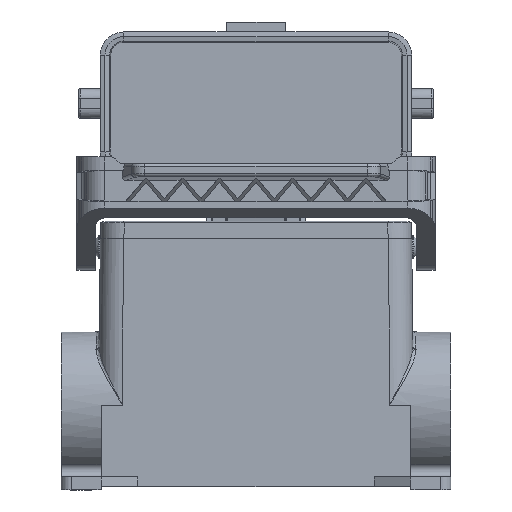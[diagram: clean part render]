
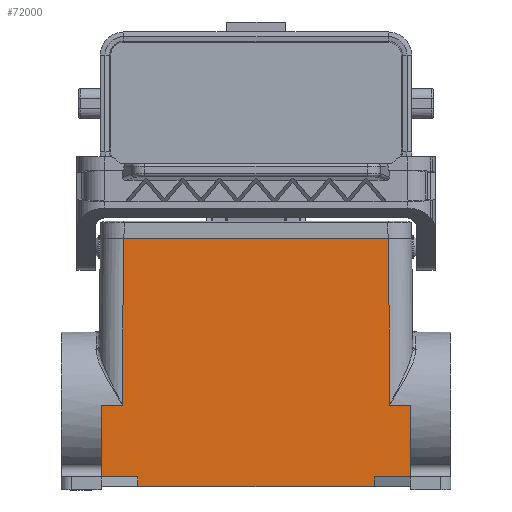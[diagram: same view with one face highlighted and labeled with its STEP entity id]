
A CAD part, front view. The second image highlights one B-rep face of the part: STEP entity #72000.
In plain terms, the highlighted face is planar.
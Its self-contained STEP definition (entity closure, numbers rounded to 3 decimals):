
#730=CARTESIAN_POINT('',(33.384,62.14,
24.691));
#740=VERTEX_POINT('',#730);
#3660=CARTESIAN_POINT('',(33.169,62.355,
0.061));
#3670=DIRECTION('',(0.009,-0.009,
1.));
#3680=VECTOR('',#3670,1.);
#3690=LINE('',#3660,#3680);
#3700=CARTESIAN_POINT('',(33.382,62.141,24.5));
#3710=VERTEX_POINT('',#3700);
#3720=EDGE_CURVE('',#3710,#740,#3690,.T.);
#22420=CARTESIAN_POINT('',(33.818,61.705,74.5));
#22430=VERTEX_POINT('',#22420);
#22480=EDGE_CURVE('',#740,#22430,#3690,.T.);
#27220=CARTESIAN_POINT('',(38.067,62.355,0.));
#27230=DIRECTION('',(-0.015,0.009,
-1.));
#27240=VECTOR('',#27230,1.);
#27250=LINE('',#27220,#27240);
#27260=CARTESIAN_POINT('',(38.112,62.329,3.));
#27270=VERTEX_POINT('',#27260);
#27280=CARTESIAN_POINT('',(38.067,62.355,
0.));
#27290=VERTEX_POINT('',#27280);
#27300=EDGE_CURVE('',#27270,#27290,#27250,.T.);
#33770=CARTESIAN_POINT('',(0.,62.141,24.5));
#33780=DIRECTION('',(-1.,-0.,0.));
#33790=VECTOR('',#33780,1.);
#33800=LINE('',#33770,#33790);
#33810=CARTESIAN_POINT('',(27.069,62.141,24.5));
#33820=VERTEX_POINT('',#33810);
#33830=EDGE_CURVE('',#3710,#33820,#33800,.T.);
#34180=CARTESIAN_POINT('',(0.,62.329,3.));
#34190=DIRECTION('',(1.,0.,0.));
#34200=VECTOR('',#34190,1.);
#34210=LINE('',#34180,#34200);
#34220=CARTESIAN_POINT('',(27.069,62.329,3.));
#34230=VERTEX_POINT('',#34220);
#34240=EDGE_CURVE('',#34230,#27270,#34210,.T.);
#37280=CARTESIAN_POINT('',(27.069,62.355,0.));
#37290=DIRECTION('',(-0.,0.009,-1.));
#37300=VECTOR('',#37290,1.);
#37310=LINE('',#37280,#37300);
#37320=EDGE_CURVE('',#33820,#34230,#37310,.T.);
#70980=CARTESIAN_POINT('',(113.755,62.141,24.5));
#70990=VERTEX_POINT('',#70980);
#71180=CARTESIAN_POINT('',(113.754,62.14,
24.691));
#71190=VERTEX_POINT('',#71180);
#71220=CARTESIAN_POINT('',(113.968,62.355,
0.061));
#71230=DIRECTION('',(-0.009,-0.009,
1.));
#71240=VECTOR('',#71230,1.);
#71250=LINE('',#71220,#71240);
#71260=EDGE_CURVE('',#70990,#71190,#71250,.T.);
#71380=CARTESIAN_POINT('',(120.319,62.355,
0.003));
#71390=DIRECTION('',(-0.,-1.,-0.009));
#71400=DIRECTION('',(-1.,0.,0.));
#71410=AXIS2_PLACEMENT_3D('',#71380,#71390,#71400);
#71420=PLANE('',#71410);
#71430=CARTESIAN_POINT('',(0.,62.141,24.5));
#71440=DIRECTION('',(1.,-0.,0.));
#71450=VECTOR('',#71440,1.);
#71460=LINE('',#71430,#71450);
#71470=CARTESIAN_POINT('',(120.069,62.141,24.5));
#71480=VERTEX_POINT('',#71470);
#71490=EDGE_CURVE('',#70990,#71480,#71460,.T.);
#71500=ORIENTED_EDGE('',*,*,#71490,.T.);
#71510=ORIENTED_EDGE('',*,*,#71260,.F.);
#71520=CARTESIAN_POINT('',(113.319,61.705,74.5));
#71530=VERTEX_POINT('',#71520);
#71540=EDGE_CURVE('',#71190,#71530,#71250,.T.);
#71550=ORIENTED_EDGE('',*,*,#71540,.F.);
#71560=CARTESIAN_POINT('',(0.,61.705,74.5));
#71570=DIRECTION('',(-1.,0.,0.));
#71580=VECTOR('',#71570,1.);
#71590=LINE('',#71560,#71580);
#71600=EDGE_CURVE('',#71530,#22430,#71590,.T.);
#71610=ORIENTED_EDGE('',*,*,#71600,.F.);
#71620=ORIENTED_EDGE('',*,*,#22480,.T.);
#71630=ORIENTED_EDGE('',*,*,#3720,.T.);
#71640=ORIENTED_EDGE('',*,*,#33830,.F.);
#71650=ORIENTED_EDGE('',*,*,#37320,.F.);
#71660=ORIENTED_EDGE('',*,*,#34240,.F.);
#71670=ORIENTED_EDGE('',*,*,#27300,.F.);
#71680=CARTESIAN_POINT('',(0.,62.355,0.));
#71690=DIRECTION('',(1.,0.,0.));
#71700=VECTOR('',#71690,1.);
#71710=LINE('',#71680,#71700);
#71720=CARTESIAN_POINT('',(109.07,62.355,
0.));
#71730=VERTEX_POINT('',#71720);
#71740=EDGE_CURVE('',#27290,#71730,#71710,.T.);
#71750=ORIENTED_EDGE('',*,*,#71740,.F.);
#71760=CARTESIAN_POINT('',(109.07,62.355,
0.));
#71770=DIRECTION('',(0.015,0.009,
-1.));
#71780=VECTOR('',#71770,1.);
#71790=LINE('',#71760,#71780);
#71800=CARTESIAN_POINT('',(109.025,62.329,
3.));
#71810=VERTEX_POINT('',#71800);
#71820=EDGE_CURVE('',#71810,#71730,#71790,.T.);
#71830=ORIENTED_EDGE('',*,*,#71820,.T.);
#71840=CARTESIAN_POINT('',(0.,62.329,3.));
#71850=DIRECTION('',(-1.,0.,0.));
#71860=VECTOR('',#71850,1.);
#71870=LINE('',#71840,#71860);
#71880=CARTESIAN_POINT('',(120.069,62.329,3.)
);
#71890=VERTEX_POINT('',#71880);
#71900=EDGE_CURVE('',#71890,#71810,#71870,.T.);
#71910=ORIENTED_EDGE('',*,*,#71900,.T.);
#71920=CARTESIAN_POINT('',(120.069,62.355,0.));
#71930=DIRECTION('',(-0.,0.009,-1.));
#71940=VECTOR('',#71930,1.);
#71950=LINE('',#71920,#71940);
#71960=EDGE_CURVE('',#71480,#71890,#71950,.T.);
#71970=ORIENTED_EDGE('',*,*,#71960,.T.);
#71980=EDGE_LOOP('',(#71970,#71910,#71830,#71750,#71670,#71660,#71650,
#71640,#71630,#71620,#71610,#71550,#71510,#71500));
#71990=FACE_OUTER_BOUND('',#71980,.T.);
#72000=ADVANCED_FACE('',(#71990),#71420,.F.);
